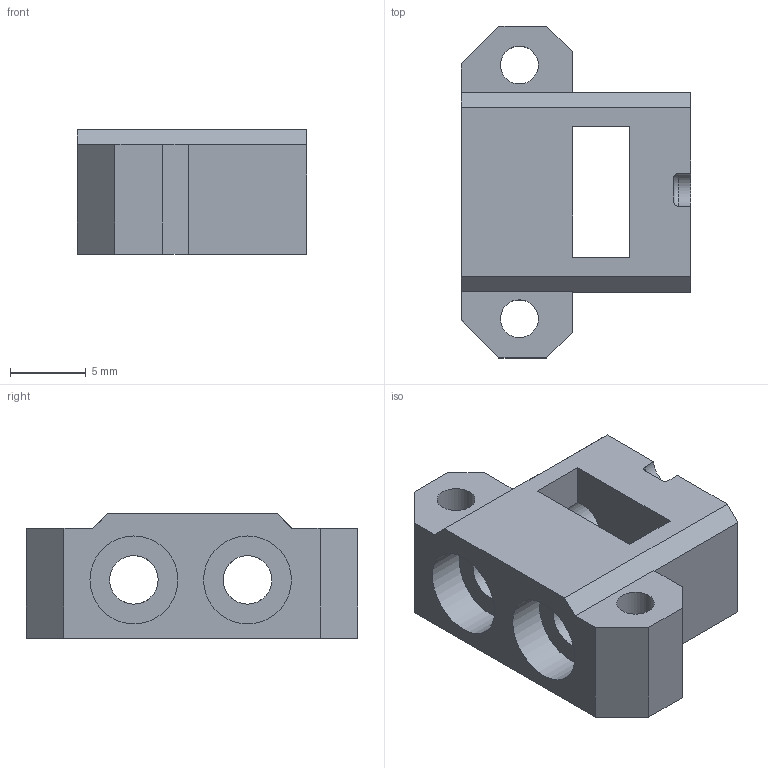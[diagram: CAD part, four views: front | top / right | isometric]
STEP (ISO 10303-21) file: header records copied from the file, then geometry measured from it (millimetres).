
FILE_DESCRIPTION(/* description */ (''),/* implementation_level */ '2;1');
FILE_NAME(/* name */ 'K1_BIQU MicroProbe Adapter v1.step',/* time_stamp */ '2023-12-06T15:43:51+06:00',/* author */ (''),/* organization */ (''),/* preprocessor_version */ 'ST-DEVELOPER v20',/* originating_system */ 'Autodesk Translation Framework v12.14.0.127',/* authorisation */ '');
FILE_SCHEMA (('AUTOMOTIVE_DESIGN { 1 0 10303 214 3 1 1 }'));
Length unit declared in the file: millimetre
Products named in the file (2): K1_BIQU MicroProbe Adapter; K1_BIQU MicroProbe Adapter (1) (1)
Assembly tree (1 placements, depth 2):
  K1_BIQU MicroProbe Adapter
    K1_BIQU MicroProbe Adapter (1) (1)
Bounding box: 15.17 x 21.9 x 8.22 mm (x, y, z)
Volume: 1392.9 mm3; surface area: 1503 mm2
Topology: 1 solids, 1 shells, 38 faces, 111 edges, 74 vertices
Faces by surface type: plane 28, cylinder 8, torus 2
Full cylindrical faces by diameter (mm): 2.5 x2, 3.2 x2, 5.8 x2
Entity records: 1368 total; most frequent: CARTESIAN_POINT 262, ORIENTED_EDGE 222, DIRECTION 213, EDGE_CURVE 111, LINE 83, VECTOR 83, VERTEX_POINT 74, AXIS2_PLACEMENT_3D 65
